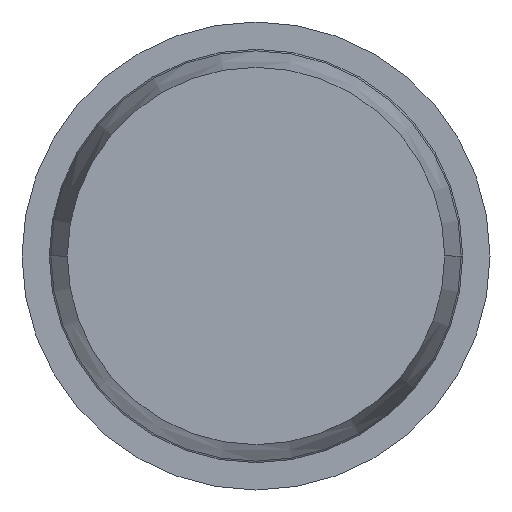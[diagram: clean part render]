
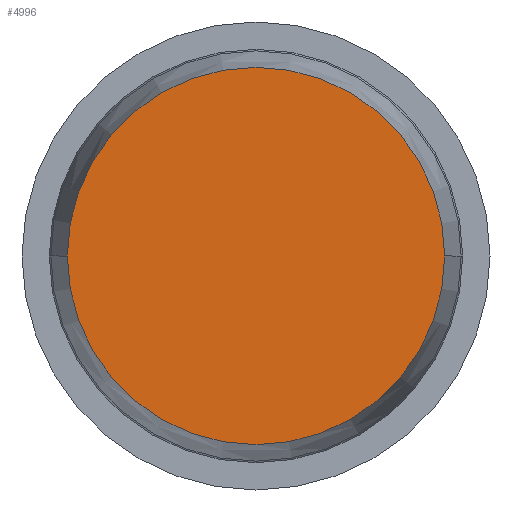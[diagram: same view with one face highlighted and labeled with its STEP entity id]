
A CAD part, front view. The second image highlights one B-rep face of the part: STEP entity #4996.
In plain terms, the highlighted planar face has unit normal (0, -1, 0).
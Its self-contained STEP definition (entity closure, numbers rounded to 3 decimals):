
#429 = DIRECTION ( 'NONE',  ( 0., -1., 0. ) ) ;
#492 = CARTESIAN_POINT ( 'NONE',  ( 0., -19., 0. ) ) ;
#580 = CARTESIAN_POINT ( 'NONE',  ( 1.209, -19., 0. ) ) ;
#592 = CARTESIAN_POINT ( 'NONE',  ( -1.209, -19., 0. ) ) ;
#605 = EDGE_CURVE ( 'Defeature ausgef�hrt1_95+Defeature ausgef�hrt1_105+Defeature ausgef�hrt1_105+Defeature ausgef�hrt1_105', #2929, #1021, #1138, .T. ) ;
#873 = EDGE_CURVE ( 'Defeature ausgef�hrt1_95+Defeature ausgef�hrt1_105+Defeature ausgef�hrt1_105+Defeature ausgef�hrt1_105', #1021, #2929, #2091, .T. ) ;
#978 = EDGE_LOOP ( 'NONE', ( #3499, #1542 ) ) ;
#1021 = VERTEX_POINT ( 'NONE', #580 ) ;
#1138 = CIRCLE ( 'NONE', #3854, 1.209 ) ;
#1542 = ORIENTED_EDGE ( 'NONE', *, *, #873, .T. ) ;
#1938 = CARTESIAN_POINT ( 'NONE',  ( 0., -19., 0. ) ) ;
#2091 = CIRCLE ( 'NONE', #4438, 1.209 ) ;
#2185 = AXIS2_PLACEMENT_3D ( 'NONE', #492, #2753, #2801 ) ;
#2254 = DIRECTION ( 'NONE',  ( 1., 0., 0. ) ) ;
#2753 = DIRECTION ( 'NONE',  ( 0., -1., 0. ) ) ;
#2801 = DIRECTION ( 'NONE',  ( 1., 0., 0. ) ) ;
#2929 = VERTEX_POINT ( 'NONE', #592 ) ;
#3238 = DIRECTION ( 'NONE',  ( 0., -1., 0. ) ) ;
#3499 = ORIENTED_EDGE ( 'NONE', *, *, #605, .T. ) ;
#3609 = FACE_OUTER_BOUND ( 'NONE', #978, .T. ) ;
#3854 = AXIS2_PLACEMENT_3D ( 'NONE', #1938, #3238, #4582 ) ;
#4438 = AXIS2_PLACEMENT_3D ( 'NONE', #4485, #429, #2254 ) ;
#4485 = CARTESIAN_POINT ( 'NONE',  ( 0., -19., 0. ) ) ;
#4582 = DIRECTION ( 'NONE',  ( 1., 0., 0. ) ) ;
#4996 = ADVANCED_FACE ( 'Defeature ausgef�hrt1_95', ( #3609 ), #5025, .T. ) ;
#5025 = PLANE ( 'NONE',  #2185 ) ;
